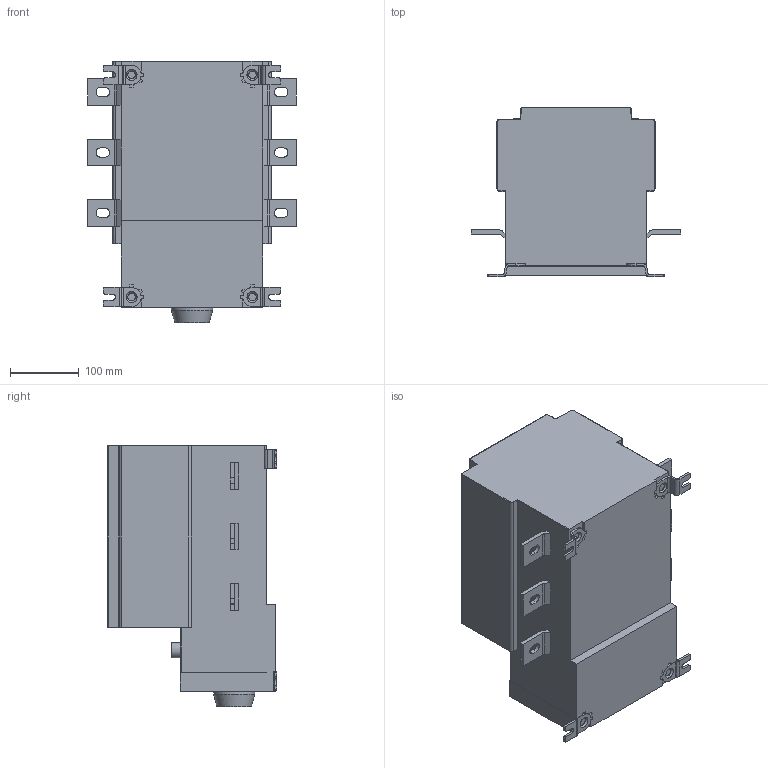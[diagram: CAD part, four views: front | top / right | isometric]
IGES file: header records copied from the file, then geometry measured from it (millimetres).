
Global section: file name: OS800DS30.igs; preprocessor: I-DEAS 3D IGES Translator 11; date: 20080613.091333; units: millimetre
Bounding box: 305.66 x 246.7 x 381 mm (x, y, z)
Volume: 15992634.5 mm3; surface area: 452204.5 mm2
Topology: 1 solids, 1 shells, 397 faces, 1095 edges, 717 vertices
Faces by surface type: bspline 397
